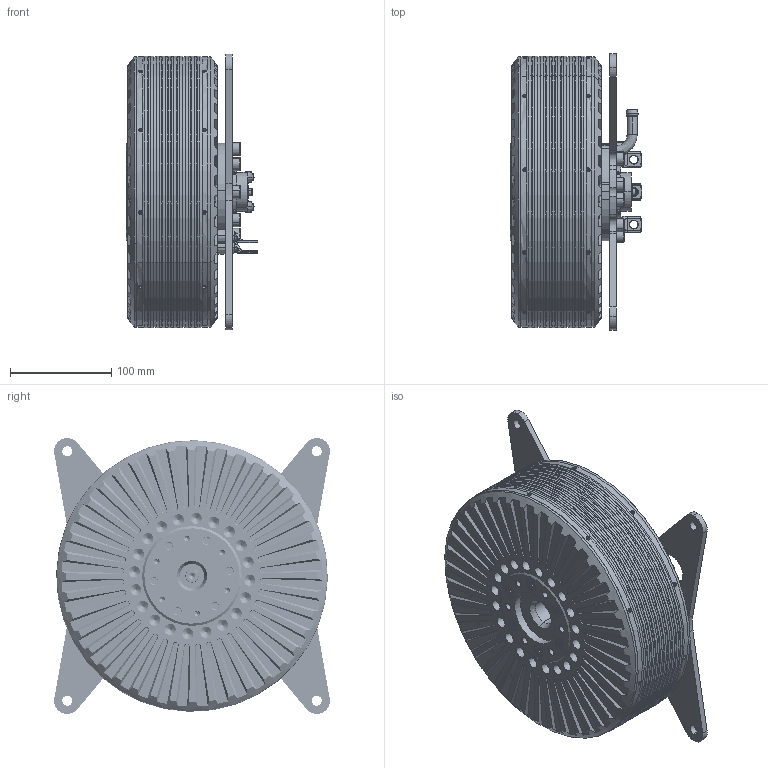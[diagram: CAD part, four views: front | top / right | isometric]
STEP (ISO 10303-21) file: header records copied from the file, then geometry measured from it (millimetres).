
FILE_DESCRIPTION (( 'STEP AP203' ), '1' );
FILE_NAME ('268_lc_resolver.STEP', '2018-07-12T13:01:31', ( '' ), ( '' ), 'SwSTEP 2.0', 'SolidWorks 2016', '' );
FILE_SCHEMA (( 'CONFIG_CONTROL_DESIGN' ));
Length unit declared in the file: millimetre
Products named in the file (31): hose_shrink_blue_1; rotor_lc_268; disc_back_268; washer_lock_mb7; bolt_countersink_imbus_m6x16; bearing_6207; ring_binding_rotor_lc_268; shoe_cable_lv_1; bolt_turned_imbus_m8x16; resolver_1p; bolt_set_imbus_m4x8; tube_uvw_lv_1; bolt_imbus_m4X30; stator_lc_cc_268_1; 268_lc_resolver; Bracket_X_268; ring_sealing_assembly_208_228_268; spacer_outer_bearings_268; shaft_res_enc_alu_268; stator_lc_cc_268; coolant_fitting_90; hose_shrink_red_1; disc_front_268; bracket_resolver_268; hose_shrink_black_1; bolt_imbus_m8x45; shaft_standard_268; washer_3d_m4; nut_lock_km7_m35x1,5; bearing_7207; ring_sliding_ssteel_208_228_268
Assembly tree (68 placements, depth 3):
  268_lc_resolver
    stator_lc_cc_268
      stator_lc_cc_268_1
      hose_shrink_black_1
      hose_shrink_blue_1
      hose_shrink_red_1
      shoe_cable_lv_1  x3
      tube_uvw_lv_1  x3
    rotor_lc_268
      disc_front_268
      disc_back_268
      ring_binding_rotor_lc_268
      shaft_standard_268
      bolt_countersink_imbus_m6x16  x6
      bolt_set_imbus_m4x8  x20
      ring_sliding_ssteel_208_228_268
    bearing_6207
    bearing_7207
    spacer_outer_bearings_268
    nut_lock_km7_m35x1,5
    washer_lock_mb7
    shaft_res_enc_alu_268
    bolt_turned_imbus_m8x16
    bracket_resolver_268
    bolt_imbus_m8x45  x10
    ring_sealing_assembly_208_228_268
    resolver_1p
    bolt_imbus_m4X30
    washer_3d_m4
    coolant_fitting_90  x2
    Bracket_X_268
Bounding box: 130 x 272 x 272 mm (x, y, z)
Volume: 1614248 mm3; surface area: 747223.2 mm2
Topology: 83 solids, 83 shells, 2892 faces, 7571 edges, 4717 vertices
Faces by surface type: cylinder 939, cone 739, plane 735, bspline 359, torus 96, sphere 24
Entity records: 99262 total; most frequent: CARTESIAN_POINT 48898, ORIENTED_EDGE 9960, DIRECTION 9262, EDGE_CURVE 4980, AXIS2_PLACEMENT_3D 3769, VERTEX_POINT 3295, EDGE_LOOP 2281, CIRCLE 2075
